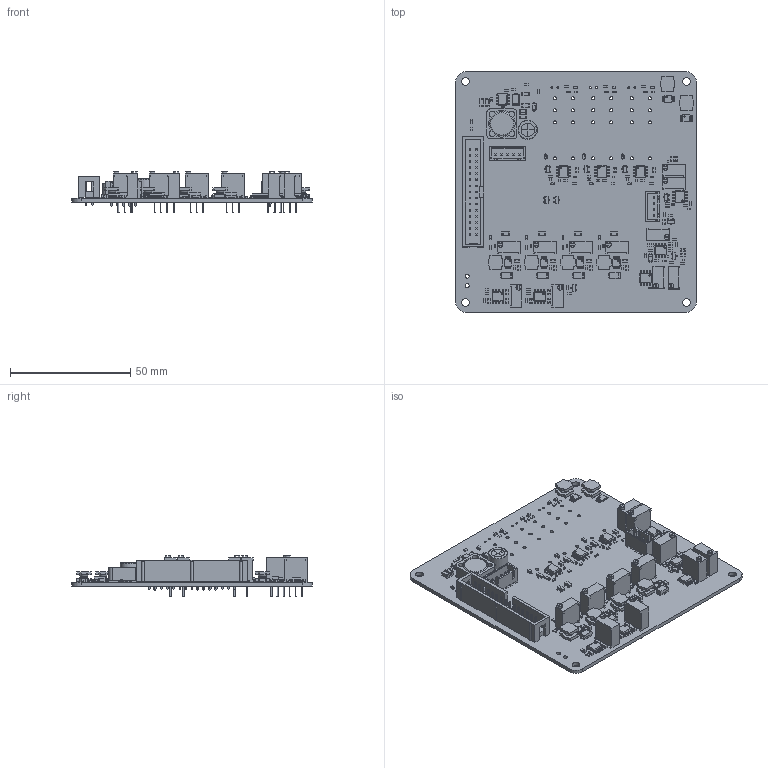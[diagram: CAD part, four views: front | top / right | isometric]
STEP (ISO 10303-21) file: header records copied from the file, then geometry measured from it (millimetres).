
FILE_DESCRIPTION(('KiCad electronic assembly'),'2;1');
FILE_NAME('HVB_LV1.step','2025-01-01T01:55:13',('Pcbnew'),('Kicad'), 'Open CASCADE STEP processor 7.8','KiCad to STEP converter','Unknown' );
FILE_SCHEMA(('AUTOMOTIVE_DESIGN { 1 0 10303 214 1 1 1 1 }'));
Length unit declared in the file: millimetre
Products named in the file (50): HVB_LV1 1; R_0603_1608Metric; C_0805_2012Metric; MSOP-8-1EP_3x3mm_P0.65mm_EP1.5x1.8mm; D_SMA; LED_0603_1608Metric; SOIC-8_3.9x4.9mm_P1.27mm; SOIC_8_39x49mm_P127mm; SOT-23; SOT_23; C_0402_1005Metric; L_Bourns_SRN6045TA; Potentiometer_Bourns_3296W_Vertical; L_Bourns_SRR1260; SRR1260; HTSOP-8-1EP_3.9x4.9mm_Pitch1.27mm; HTSOP_8_1EP_39x49mm_Pitch127mm; Fuse_1206_3216Metric; D_SOD-323; D_SOD_323; D_SOD-523; D_SOD_523; IDC-Header_2x15_P2.54mm_Vertical; IDC_Header_2x15_P254mm_Vertical; R_0805_2012Metric; C_1206_3216Metric; C_0603_1608Metric; D_SOD-123; D_SOD_123; L_0805_2012Metric; JST_XH_B4B-XH-A_1x04_P2.50mm_Vertical; JST_B4B_XH_A; CP_Radial_D8.0mm_P3.80mm; CP_Radial_D80mm_P380mm; JST_XH_B5B-XH-A_1x05_P2.50mm_Vertical; JST_B5B_XH_A; HVB_LV1_PCB
Assembly tree (203 placements, depth 3):
  HVB_LV1 1
    R_0603_1608Metric  x46
      R_0603_1608Metric
    C_0805_2012Metric  x16
      C_0805_2012Metric
    MSOP-8-1EP_3x3mm_P0.65mm_EP1.5x1.8mm  x6
      MSOP-8-1EP_3x3mm_P0.65mm_EP1.5x1.8mm
    D_SMA  x5
      D_SMA
    LED_0603_1608Metric  x16
      LED_0603_1608Metric
    SOIC-8_3.9x4.9mm_P1.27mm  x8
      SOIC_8_39x49mm_P127mm
    SOT-23  x9
      SOT_23
    C_0402_1005Metric  x19
      C_0402_1005Metric
    L_Bourns_SRN6045TA  x6
      L_Bourns_SRN6045TA
    Potentiometer_Bourns_3296W_Vertical  x11
      Potentiometer_Bourns_3296W_Vertical
    L_Bourns_SRR1260
      SRR1260
    HTSOP-8-1EP_3.9x4.9mm_Pitch1.27mm
      HTSOP_8_1EP_39x49mm_Pitch127mm
    Fuse_1206_3216Metric  x5
      Fuse_1206_3216Metric
    D_SOD-323  x3
      D_SOD_323
    D_SOD-523  x3
      D_SOD_523
    IDC-Header_2x15_P2.54mm_Vertical
      IDC_Header_2x15_P254mm_Vertical
    R_0805_2012Metric  x4
      R_0805_2012Metric
    C_1206_3216Metric  x5
      C_1206_3216Metric
    C_0603_1608Metric  x6
      C_0603_1608Metric
    D_SOD-123  x2
      D_SOD_123
    L_0805_2012Metric  x2
      L_0805_2012Metric
    JST_XH_B4B-XH-A_1x04_P2.50mm_Vertical
      JST_B4B_XH_A
    CP_Radial_D8.0mm_P3.80mm
      CP_Radial_D80mm_P380mm
    JST_XH_B5B-XH-A_1x05_P2.50mm_Vertical
      JST_B5B_XH_A
    HVB_LV1_PCB
Bounding box: 100 x 100 x 17.07 mm (x, y, z)
Volume: 25137.6 mm3; surface area: 34508.9 mm2
Topology: 179 solids, 180 shells, 8937 faces, 22836 edges, 14542 vertices
Faces by surface type: plane 6077, cylinder 2036, bspline 797, cone 12, torus 9, revolution 6
Full cylindrical faces by diameter (mm): 0.2 x1, 0.3 x8, 0.5 x2, 0.51 x33, 0.6 x8, 0.8 x41, 0.95 x9, 1 x36, 1.3 x24, 1.7 x2, 2.19 x11, 3.2 x4, 10 x1
Entity records: 81655 total; most frequent: CARTESIAN_POINT 12999, ORIENTED_EDGE 10952, DIRECTION 10520, EDGE_CURVE 5476, LINE 4382, VECTOR 4382, VERTEX_POINT 3447, AXIS2_PLACEMENT_3D 3066
